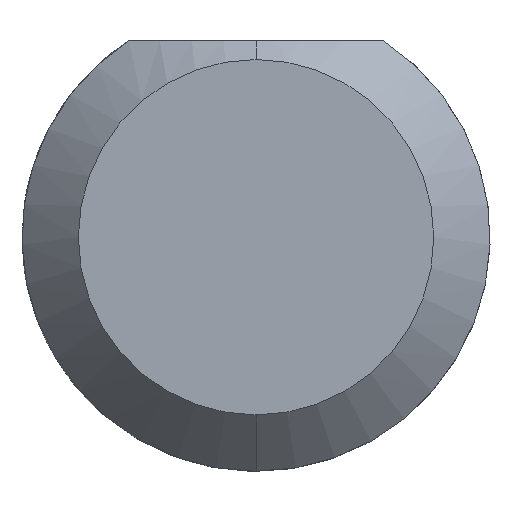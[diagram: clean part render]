
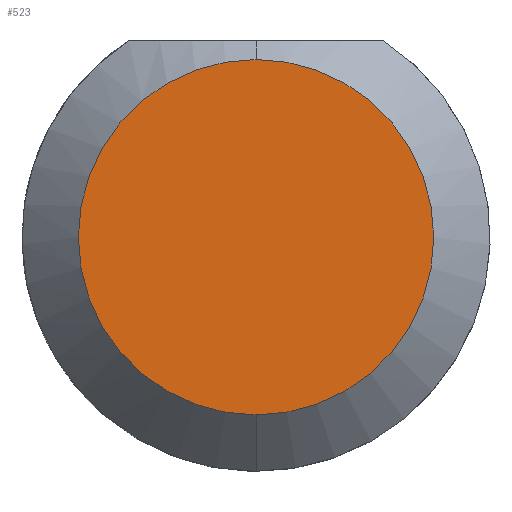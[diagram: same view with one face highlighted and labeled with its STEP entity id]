
A CAD part, left-side view. The second image highlights one B-rep face of the part: STEP entity #523.
In plain terms, the highlighted planar face has unit normal (-1, 0, 0).
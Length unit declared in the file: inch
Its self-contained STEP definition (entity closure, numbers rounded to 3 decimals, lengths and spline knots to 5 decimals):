
#28 = DIRECTION ( 'NONE',  ( 1., 0., 0. ) ) ;
#36 = DIRECTION ( 'NONE',  ( -1., 0., 0. ) ) ;
#39 = CARTESIAN_POINT ( 'NONE',  ( 0., 0., 0. ) ) ;
#52 = EDGE_CURVE ( 'NONE', #156, #183, #639, .T. ) ;
#108 = AXIS2_PLACEMENT_3D ( 'NONE', #494, #28, #562 ) ;
#120 = EDGE_CURVE ( 'NONE', #183, #156, #462, .T. ) ;
#134 = DIRECTION ( 'NONE',  ( -1., 0., 0. ) ) ;
#137 = CARTESIAN_POINT ( 'NONE',  ( 0., 0., 0.04735 ) ) ;
#144 = CARTESIAN_POINT ( 'NONE',  ( 0., 0., -0.04735 ) ) ;
#156 = VERTEX_POINT ( 'NONE', #144 ) ;
#183 = VERTEX_POINT ( 'NONE', #137 ) ;
#297 = FACE_OUTER_BOUND ( 'NONE', #574, .T. ) ;
#406 = DIRECTION ( 'NONE',  ( 0., 0., 1. ) ) ;
#441 = ORIENTED_EDGE ( 'NONE', *, *, #52, .T. ) ;
#445 = CARTESIAN_POINT ( 'NONE',  ( 0., 0., 0. ) ) ;
#462 = CIRCLE ( 'NONE', #561, 0.04735 ) ;
#494 = CARTESIAN_POINT ( 'NONE',  ( 0., 0., 0. ) ) ;
#505 = PLANE ( 'NONE',  #108 ) ;
#523 = ADVANCED_FACE ( 'NONE', ( #297 ), #505, .F. ) ;
#543 = AXIS2_PLACEMENT_3D ( 'NONE', #445, #134, #606 ) ;
#561 = AXIS2_PLACEMENT_3D ( 'NONE', #39, #36, #406 ) ;
#562 = DIRECTION ( 'NONE',  ( 0., 0., -1. ) ) ;
#569 = ORIENTED_EDGE ( 'NONE', *, *, #120, .T. ) ;
#574 = EDGE_LOOP ( 'NONE', ( #441, #569 ) ) ;
#606 = DIRECTION ( 'NONE',  ( 0., 0., 1. ) ) ;
#639 = CIRCLE ( 'NONE', #543, 0.04735 ) ;
